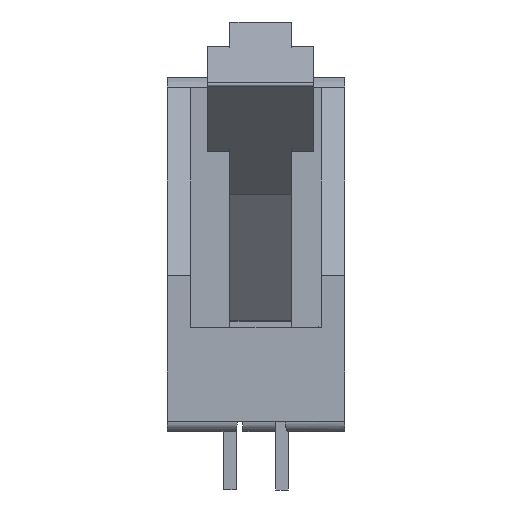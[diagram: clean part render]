
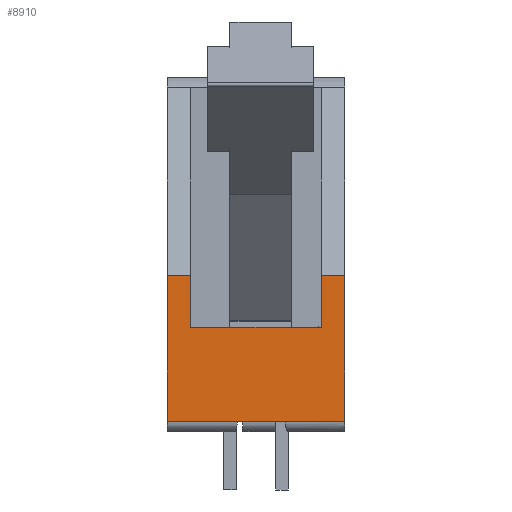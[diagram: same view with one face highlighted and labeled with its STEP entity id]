
A CAD part, left-side view. The second image highlights one B-rep face of the part: STEP entity #8910.
In plain terms, the highlighted planar face has unit normal (-1, 0, 0).
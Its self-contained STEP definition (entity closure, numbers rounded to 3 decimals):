
#257=FACE_OUTER_BOUND($,#850,.T.);
#850=EDGE_LOOP($,(#6218,#6219,#6220,#6221,#6222,#6223,#6224,#6225));
#3227=B_SPLINE_CURVE_WITH_KNOTS($,1,(#12438,#12439),.UNSPECIFIED.,.F.,.F.,
(2,2),(0.,1.),.UNSPECIFIED.);
#3413=B_SPLINE_CURVE_WITH_KNOTS($,1,(#14058,#14059),.UNSPECIFIED.,.F.,.F.,
(2,2),(0.,1.),.UNSPECIFIED.);
#3417=B_SPLINE_CURVE_WITH_KNOTS($,1,(#14068,#14069),.UNSPECIFIED.,.F.,.F.,
(2,2),(0.,1.),.UNSPECIFIED.);
#3419=B_SPLINE_CURVE_WITH_KNOTS($,1,(#14074,#14075),.UNSPECIFIED.,.F.,.F.,
(2,2),(0.,1.),.UNSPECIFIED.);
#3420=B_SPLINE_CURVE_WITH_KNOTS($,1,(#14078,#14079),.UNSPECIFIED.,.F.,.F.,
(2,2),(0.,1.),.UNSPECIFIED.);
#3468=B_SPLINE_CURVE_WITH_KNOTS($,1,(#14708,#14709),.UNSPECIFIED.,.F.,.F.,
(2,2),(0.,1.),.UNSPECIFIED.);
#3517=B_SPLINE_CURVE_WITH_KNOTS($,1,(#14907,#14908),.UNSPECIFIED.,.F.,.F.,
(2,2),(0.,1.),.UNSPECIFIED.);
#3518=B_SPLINE_CURVE_WITH_KNOTS($,1,(#14910,#14911),.UNSPECIFIED.,.F.,.F.,
(2,2),(0.,1.),.UNSPECIFIED.);
#3561=VERTEX_POINT($,#12434);
#3562=VERTEX_POINT($,#12437);
#3711=VERTEX_POINT($,#14054);
#3712=VERTEX_POINT($,#14057);
#3713=VERTEX_POINT($,#14065);
#3714=VERTEX_POINT($,#14071);
#3715=VERTEX_POINT($,#14077);
#3754=VERTEX_POINT($,#14705);
#4427=EDGE_CURVE($,#3561,#3562,#3227,.T.);
#4615=EDGE_CURVE($,#3712,#3711,#3413,.T.);
#4619=EDGE_CURVE($,#3711,#3713,#3417,.T.);
#4621=EDGE_CURVE($,#3713,#3714,#3419,.T.);
#4622=EDGE_CURVE($,#3715,#3712,#3420,.T.);
#4670=EDGE_CURVE($,#3714,#3754,#3468,.T.);
#4719=EDGE_CURVE($,#3561,#3715,#3517,.T.);
#4720=EDGE_CURVE($,#3562,#3754,#3518,.T.);
#6218=ORIENTED_EDGE($,*,*,#4719,.T.);
#6219=ORIENTED_EDGE($,*,*,#4622,.T.);
#6220=ORIENTED_EDGE($,*,*,#4615,.T.);
#6221=ORIENTED_EDGE($,*,*,#4619,.T.);
#6222=ORIENTED_EDGE($,*,*,#4621,.T.);
#6223=ORIENTED_EDGE($,*,*,#4670,.T.);
#6224=ORIENTED_EDGE($,*,*,#4720,.F.);
#6225=ORIENTED_EDGE($,*,*,#4427,.F.);
#8355=PLANE($,#9630);
#8910=ADVANCED_FACE($,(#257),#8355,.T.);
#9630=AXIS2_PLACEMENT_3D($,#14909,#10327,#10328);
#10327=DIRECTION('center_axis',(-1.,0.,0.));
#10328=DIRECTION('ref_axis',(0.,0.,1.));
#12434=CARTESIAN_POINT('',(-31.242,-4.318,7.62));
#12437=CARTESIAN_POINT('',(-31.242,-4.318,0.508));
#12438=CARTESIAN_POINT('Ctrl Pts',(-31.242,-4.318,7.62));
#12439=CARTESIAN_POINT('Ctrl Pts',(-31.242,-4.318,0.508));
#14054=CARTESIAN_POINT('',(-31.242,3.175,5.08));
#14057=CARTESIAN_POINT('',(-31.242,-3.175,5.08));
#14058=CARTESIAN_POINT('Ctrl Pts',(-31.242,-3.175,5.08));
#14059=CARTESIAN_POINT('Ctrl Pts',(-31.242,3.175,5.08));
#14065=CARTESIAN_POINT('',(-31.242,3.175,7.62));
#14068=CARTESIAN_POINT('Ctrl Pts',(-31.242,3.175,5.08));
#14069=CARTESIAN_POINT('Ctrl Pts',(-31.242,3.175,7.62));
#14071=CARTESIAN_POINT('',(-31.242,4.318,7.62));
#14074=CARTESIAN_POINT('Ctrl Pts',(-31.242,3.175,7.62));
#14075=CARTESIAN_POINT('Ctrl Pts',(-31.242,4.318,7.62));
#14077=CARTESIAN_POINT('',(-31.242,-3.175,7.62));
#14078=CARTESIAN_POINT('Ctrl Pts',(-31.242,-3.175,7.62));
#14079=CARTESIAN_POINT('Ctrl Pts',(-31.242,-3.175,5.08));
#14705=CARTESIAN_POINT('',(-31.242,4.318,0.508));
#14708=CARTESIAN_POINT('Ctrl Pts',(-31.242,4.318,7.62));
#14709=CARTESIAN_POINT('Ctrl Pts',(-31.242,4.318,0.508));
#14907=CARTESIAN_POINT('Ctrl Pts',(-31.242,-4.318,7.62));
#14908=CARTESIAN_POINT('Ctrl Pts',(-31.242,-3.175,7.62));
#14909=CARTESIAN_POINT('Origin',(-31.242,4.491,7.762));
#14910=CARTESIAN_POINT('Ctrl Pts',(-31.242,-4.318,0.508));
#14911=CARTESIAN_POINT('Ctrl Pts',(-31.242,4.318,0.508));
